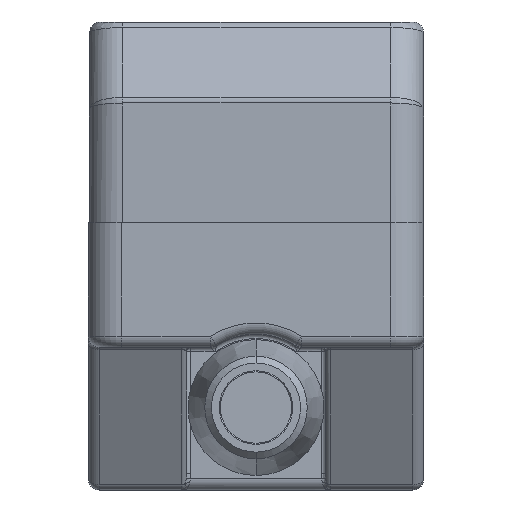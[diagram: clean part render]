
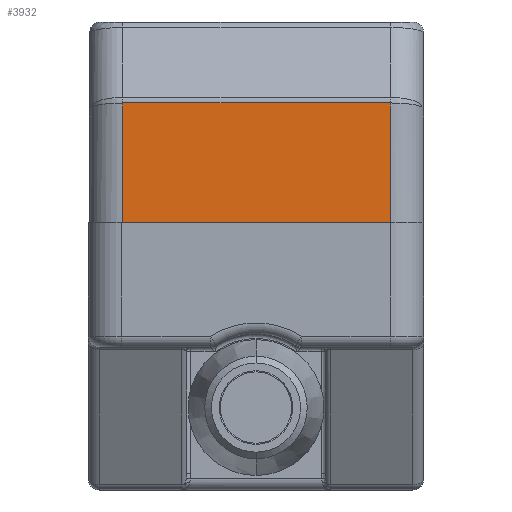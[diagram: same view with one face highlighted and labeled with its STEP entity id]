
A CAD part, front view. The second image highlights one B-rep face of the part: STEP entity #3932.
In plain terms, the highlighted face is planar.
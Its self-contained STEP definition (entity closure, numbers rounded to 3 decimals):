
#309=DIRECTION('',(0.,0.,1.));
#310=VECTOR('',#309,5.366);
#311=CARTESIAN_POINT('',(6.,17.25,0.));
#312=LINE('',#311,#310);
#322=CARTESIAN_POINT('',(6.,17.25,5.366));
#491=DIRECTION('',(0.,0.,-1.));
#492=VECTOR('',#491,5.366);
#493=CARTESIAN_POINT('',(-6.,17.25,5.366));
#494=LINE('',#493,#492);
#495=DIRECTION('',(1.,0.,0.));
#496=VECTOR('',#495,12.);
#497=CARTESIAN_POINT('',(-6.,17.25,0.));
#498=LINE('',#497,#496);
#499=DIRECTION('',(1.,0.,0.));
#500=VECTOR('',#499,12.);
#501=CARTESIAN_POINT('',(-6.,17.25,5.366));
#502=LINE('',#501,#500);
#2430=CARTESIAN_POINT('',(6.,17.25,0.));
#2432=VERTEX_POINT('',#2430);
#2435=CARTESIAN_POINT('',(-6.,17.25,0.));
#2437=VERTEX_POINT('',#2435);
#2472=VERTEX_POINT('',#322);
#2475=CARTESIAN_POINT('',(-6.,17.25,5.366));
#2476=VERTEX_POINT('',#2475);
#3920=CARTESIAN_POINT('',(-7.5,17.25,0.));
#3921=DIRECTION('',(0.,1.,0.));
#3922=DIRECTION('',(0.,0.,1.));
#3923=AXIS2_PLACEMENT_3D('',#3920,#3921,#3922);
#3924=PLANE('',#3923);
#3926=ORIENTED_EDGE('',*,*,#3925,.F.);
#3927=ORIENTED_EDGE('',*,*,#3915,.T.);
#3928=ORIENTED_EDGE('',*,*,#3554,.T.);
#3929=ORIENTED_EDGE('',*,*,#3593,.T.);
#3930=EDGE_LOOP('',(#3926,#3927,#3928,#3929));
#3931=FACE_OUTER_BOUND('',#3930,.F.);
#3932=ADVANCED_FACE('',(#3931),#3924,.T.);
#3554=EDGE_CURVE('',#2437,#2432,#498,.T.);
#3593=EDGE_CURVE('',#2432,#2472,#312,.T.);
#3915=EDGE_CURVE('',#2476,#2437,#494,.T.);
#3925=EDGE_CURVE('',#2476,#2472,#502,.T.);
